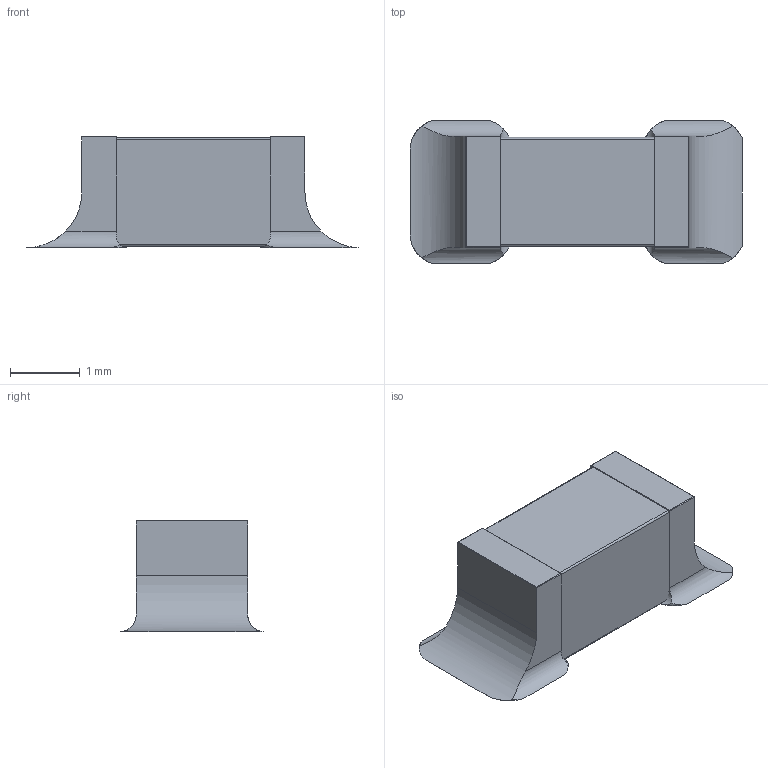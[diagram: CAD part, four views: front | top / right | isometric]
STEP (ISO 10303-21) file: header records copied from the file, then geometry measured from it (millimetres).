
FILE_DESCRIPTION(('FreeCAD Model'),'2;1');
FILE_NAME('Open CASCADE Shape Model','2024-07-09T08:31:06',( 'Michael Cummings'),('Dragon Mobile'), 'Open CASCADE STEP processor 7.6','FreeCAD','Unknown');
FILE_SCHEMA(('AUTOMOTIVE_DESIGN { 1 0 10303 214 1 1 1 1 }'));
Length unit declared in the file: millimetre
Products named in the file (3): CAPC3216X16N; body; contacts
Assembly tree (2 placements, depth 2):
  CAPC3216X16N
    body
    contacts
Bounding box: 4.76 x 2.04 x 1.6 mm (x, y, z)
Volume: 10.4 mm3; surface area: 46.9 mm2
Topology: 3 solids, 3 shells, 47 faces, 123 edges, 82 vertices
Faces by surface type: cylinder 28, plane 19
Entity records: 2068 total; most frequent: CARTESIAN_POINT 863, ORIENTED_EDGE 246, DIRECTION 223, EDGE_CURVE 123, AXIS2_PLACEMENT_3D 82, VERTEX_POINT 82, LINE 59, VECTOR 59
